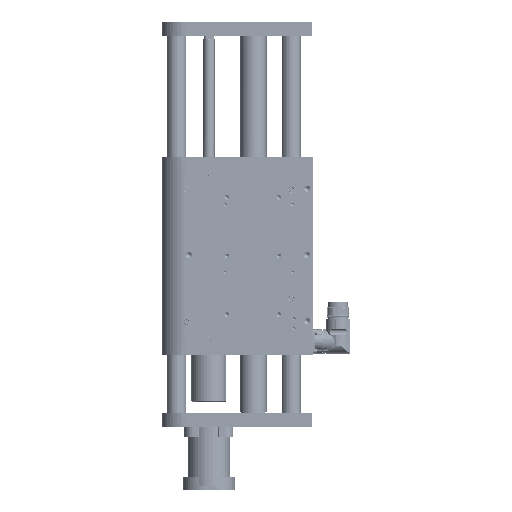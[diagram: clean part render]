
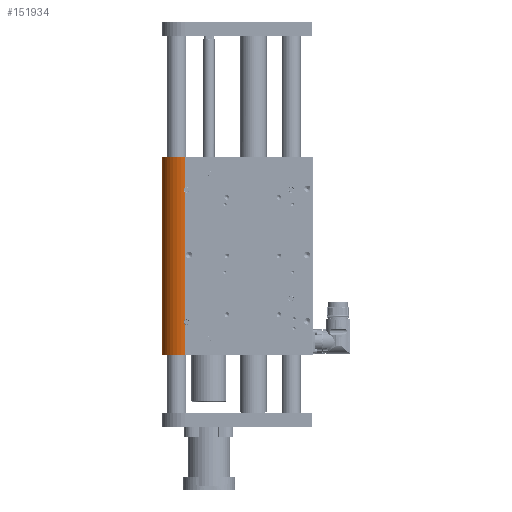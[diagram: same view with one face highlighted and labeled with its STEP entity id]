
A CAD part, left-side view. The second image highlights one B-rep face of the part: STEP entity #151934.
In plain terms, the highlighted cylindrical face has radius 25 mm (diameter 50 mm), a partial arc.
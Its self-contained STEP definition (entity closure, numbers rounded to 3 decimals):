
#550 = ORIENTED_EDGE ( 'NONE', *, *, #90044, .F. ) ;
#3631 = EDGE_CURVE ( 'NONE', #134406, #25076, #83416, .T. ) ;
#4740 = DIRECTION ( 'NONE',  ( 0., 0., -1. ) ) ;
#4929 = CARTESIAN_POINT ( 'NONE',  ( -24.958, 73.44, 175.024 ) ) ;
#5710 = CARTESIAN_POINT ( 'NONE',  ( -24.997, 72.441, 176.831 ) ) ;
#6115 = DIRECTION ( 'NONE',  ( 0., 0., -1. ) ) ;
#7302 = CARTESIAN_POINT ( 'NONE',  ( -24.988, 72.807, 172.545 ) ) ;
#8299 = CARTESIAN_POINT ( 'NONE',  ( -25., 72.23, 36.996 ) ) ;
#9915 = CARTESIAN_POINT ( 'NONE',  ( -24.997, 72.438, 32.166 ) ) ;
#10721 = CARTESIAN_POINT ( 'NONE',  ( -24.965, 73.317, 33.464 ) ) ;
#12027 = AXIS2_PLACEMENT_3D ( 'NONE', #102365, #6115, #80377 ) ;
#13966 = ORIENTED_EDGE ( 'NONE', *, *, #62487, .T. ) ;
#17556 = CIRCLE ( 'NONE', #129650, 25. ) ;
#17914 = CARTESIAN_POINT ( 'NONE',  ( -24.956, 73.481, 174.239 ) ) ;
#22914 = VECTOR ( 'NONE', #24131, 1000. ) ;
#23882 = VECTOR ( 'NONE', #146082, 1000. ) ;
#24119 = B_SPLINE_CURVE_WITH_KNOTS ( 'NONE', 3,
 ( #55450, #103571, #118275, #7302, #43266, #92982, #68481, #106007, #17914, #32635, #67678, #4929, #93775, #79167, #94597, #153473, #91365, #5710, #156661, #104390 ),
 .UNSPECIFIED., .F., .F.,
 ( 4, 2, 2, 2, 2, 2, 2, 2, 2, 4 ),
 ( 0., 0.001, 0.002, 0.003, 0.003, 0.004, 0.004, 0.005, 0.006, 0.006 ),
 .UNSPECIFIED. ) ;
#24131 = DIRECTION ( 'NONE',  ( 0., 0., -1. ) ) ;
#24984 = CYLINDRICAL_SURFACE ( 'NONE', #12027, 25. ) ;
#25076 = VERTEX_POINT ( 'NONE', #71363 ) ;
#25297 = VECTOR ( 'NONE', #4740, 1000. ) ;
#25456 = EDGE_CURVE ( 'NONE', #104871, #154702, #145298, .T. ) ;
#28186 = CARTESIAN_POINT ( 'NONE',  ( 25., 72., 0. ) ) ;
#28972 = EDGE_CURVE ( 'NONE', #107759, #25076, #32016, .T. ) ;
#32016 = LINE ( 'NONE', #72700, #157380 ) ;
#32635 = CARTESIAN_POINT ( 'NONE',  ( -24.956, 73.481, 174.632 ) ) ;
#32811 = CARTESIAN_POINT ( 'NONE',  ( -24.956, 73.481, 34.632 ) ) ;
#32813 = DIRECTION ( 'NONE',  ( 0., 0., -1. ) ) ;
#35196 = CARTESIAN_POINT ( 'NONE',  ( -24.958, 73.44, 35.024 ) ) ;
#36462 = CIRCLE ( 'NONE', #52019, 25. ) ;
#41103 = EDGE_CURVE ( 'NONE', #73435, #108483, #17556, .T. ) ;
#43266 = CARTESIAN_POINT ( 'NONE',  ( -24.982, 72.963, 172.756 ) ) ;
#46670 = CARTESIAN_POINT ( 'NONE',  ( -24.956, 73.481, 34.239 ) ) ;
#47839 = CARTESIAN_POINT ( 'NONE',  ( -25., 72., 209. ) ) ;
#48283 = CARTESIAN_POINT ( 'NONE',  ( -25., 72., 31.873 ) ) ;
#51871 = VERTEX_POINT ( 'NONE', #72132 ) ;
#52019 = AXIS2_PLACEMENT_3D ( 'NONE', #90328, #153232, #104157 ) ;
#53046 = CARTESIAN_POINT ( 'NONE',  ( 0., 72., 0. ) ) ;
#55450 = CARTESIAN_POINT ( 'NONE',  ( -25., 72., 171.873 ) ) ;
#57124 = CARTESIAN_POINT ( 'NONE',  ( -25., 72., 209. ) ) ;
#57224 = CARTESIAN_POINT ( 'NONE',  ( -24.958, 73.448, 33.973 ) ) ;
#58034 = CARTESIAN_POINT ( 'NONE',  ( -24.988, 72.807, 36.455 ) ) ;
#59649 = CARTESIAN_POINT ( 'NONE',  ( -25., 72., 37.127 ) ) ;
#60467 = CARTESIAN_POINT ( 'NONE',  ( -24.965, 73.317, 35.537 ) ) ;
#62487 = EDGE_CURVE ( 'NONE', #107759, #154702, #24119, .T. ) ;
#64008 = CARTESIAN_POINT ( 'NONE',  ( -25., 72., 177.127 ) ) ;
#67292 = CARTESIAN_POINT ( 'NONE',  ( -25., 72., 31.873 ) ) ;
#67678 = CARTESIAN_POINT ( 'NONE',  ( -24.957, 73.473, 174.762 ) ) ;
#68481 = CARTESIAN_POINT ( 'NONE',  ( -24.965, 73.317, 173.464 ) ) ;
#69258 = DIRECTION ( 'NONE',  ( 1., 0., 0. ) ) ;
#71363 = CARTESIAN_POINT ( 'NONE',  ( -25., 72., 37.127 ) ) ;
#71871 = ORIENTED_EDGE ( 'NONE', *, *, #25456, .F. ) ;
#72132 = CARTESIAN_POINT ( 'NONE',  ( 25., 72., 209. ) ) ;
#72700 = CARTESIAN_POINT ( 'NONE',  ( -25., 72., 209. ) ) ;
#73435 = VERTEX_POINT ( 'NONE', #28186 ) ;
#75169 = EDGE_CURVE ( 'NONE', #134406, #108483, #144954, .T. ) ;
#77433 = CARTESIAN_POINT ( 'NONE',  ( -25., 72., 0. ) ) ;
#79167 = CARTESIAN_POINT ( 'NONE',  ( -24.965, 73.317, 175.537 ) ) ;
#80377 = DIRECTION ( 'NONE',  ( -1., 0., 0. ) ) ;
#83416 = B_SPLINE_CURVE_WITH_KNOTS ( 'NONE', 3,
 ( #48283, #108597, #9915, #84139, #145396, #146974, #10721, #57224, #46670, #32811, #120051, #35196, #107803, #60467, #110251, #143784, #58034, #94768, #8299, #59649 ),
 .UNSPECIFIED., .F., .F.,
 ( 4, 2, 2, 2, 2, 2, 2, 2, 2, 4 ),
 ( 0., 0.001, 0.002, 0.003, 0.003, 0.004, 0.004, 0.005, 0.006, 0.006 ),
 .UNSPECIFIED. ) ;
#84139 = CARTESIAN_POINT ( 'NONE',  ( -24.988, 72.807, 32.545 ) ) ;
#90044 = EDGE_CURVE ( 'NONE', #51871, #104871, #36462, .T. ) ;
#90328 = CARTESIAN_POINT ( 'NONE',  ( 0., 72., 209. ) ) ;
#91365 = CARTESIAN_POINT ( 'NONE',  ( -24.988, 72.807, 176.455 ) ) ;
#92982 = CARTESIAN_POINT ( 'NONE',  ( -24.971, 73.22, 173.218 ) ) ;
#93775 = CARTESIAN_POINT ( 'NONE',  ( -24.96, 73.415, 175.155 ) ) ;
#94597 = CARTESIAN_POINT ( 'NONE',  ( -24.97, 73.221, 175.78 ) ) ;
#94768 = CARTESIAN_POINT ( 'NONE',  ( -24.997, 72.441, 36.831 ) ) ;
#96624 = ORIENTED_EDGE ( 'NONE', *, *, #75169, .F. ) ;
#97885 = ORIENTED_EDGE ( 'NONE', *, *, #41103, .T. ) ;
#102365 = CARTESIAN_POINT ( 'NONE',  ( 0., 72., 209. ) ) ;
#103571 = CARTESIAN_POINT ( 'NONE',  ( -25., 72.229, 172.004 ) ) ;
#104157 = DIRECTION ( 'NONE',  ( 1., 0., 0. ) ) ;
#104390 = CARTESIAN_POINT ( 'NONE',  ( -25., 72., 177.127 ) ) ;
#104871 = VERTEX_POINT ( 'NONE', #124244 ) ;
#105998 = DIRECTION ( 'NONE',  ( 0., 0., 1. ) ) ;
#106007 = CARTESIAN_POINT ( 'NONE',  ( -24.958, 73.448, 173.973 ) ) ;
#107759 = VERTEX_POINT ( 'NONE', #160547 ) ;
#107803 = CARTESIAN_POINT ( 'NONE',  ( -24.96, 73.415, 35.155 ) ) ;
#108483 = VERTEX_POINT ( 'NONE', #77433 ) ;
#108597 = CARTESIAN_POINT ( 'NONE',  ( -25., 72.229, 32.004 ) ) ;
#110251 = CARTESIAN_POINT ( 'NONE',  ( -24.97, 73.221, 35.78 ) ) ;
#118275 = CARTESIAN_POINT ( 'NONE',  ( -24.997, 72.438, 172.166 ) ) ;
#119907 = EDGE_LOOP ( 'NONE', ( #96624, #154763, #122153, #13966, #71871, #550, #145741, #97885 ) ) ;
#120051 = CARTESIAN_POINT ( 'NONE',  ( -24.957, 73.473, 34.762 ) ) ;
#122153 = ORIENTED_EDGE ( 'NONE', *, *, #28972, .F. ) ;
#123747 = FACE_OUTER_BOUND ( 'NONE', #119907, .T. ) ;
#124244 = CARTESIAN_POINT ( 'NONE',  ( -25., 72., 209. ) ) ;
#129650 = AXIS2_PLACEMENT_3D ( 'NONE', #53046, #105998, #69258 ) ;
#130364 = CARTESIAN_POINT ( 'NONE',  ( 25., 72., 209. ) ) ;
#134406 = VERTEX_POINT ( 'NONE', #67292 ) ;
#143784 = CARTESIAN_POINT ( 'NONE',  ( -24.982, 72.964, 36.244 ) ) ;
#144954 = LINE ( 'NONE', #47839, #22914 ) ;
#145298 = LINE ( 'NONE', #57124, #23882 ) ;
#145396 = CARTESIAN_POINT ( 'NONE',  ( -24.982, 72.963, 32.756 ) ) ;
#145741 = ORIENTED_EDGE ( 'NONE', *, *, #152433, .T. ) ;
#146082 = DIRECTION ( 'NONE',  ( 0., 0., -1. ) ) ;
#146974 = CARTESIAN_POINT ( 'NONE',  ( -24.971, 73.22, 33.218 ) ) ;
#151934 = ADVANCED_FACE ( 'NONE', ( #123747 ), #24984, .T. ) ;
#152433 = EDGE_CURVE ( 'NONE', #51871, #73435, #155691, .T. ) ;
#153232 = DIRECTION ( 'NONE',  ( 0., 0., 1. ) ) ;
#153473 = CARTESIAN_POINT ( 'NONE',  ( -24.982, 72.964, 176.244 ) ) ;
#154702 = VERTEX_POINT ( 'NONE', #64008 ) ;
#154763 = ORIENTED_EDGE ( 'NONE', *, *, #3631, .T. ) ;
#155691 = LINE ( 'NONE', #130364, #25297 ) ;
#156661 = CARTESIAN_POINT ( 'NONE',  ( -25., 72.23, 176.996 ) ) ;
#157380 = VECTOR ( 'NONE', #32813, 1000. ) ;
#160547 = CARTESIAN_POINT ( 'NONE',  ( -25., 72., 171.873 ) ) ;
